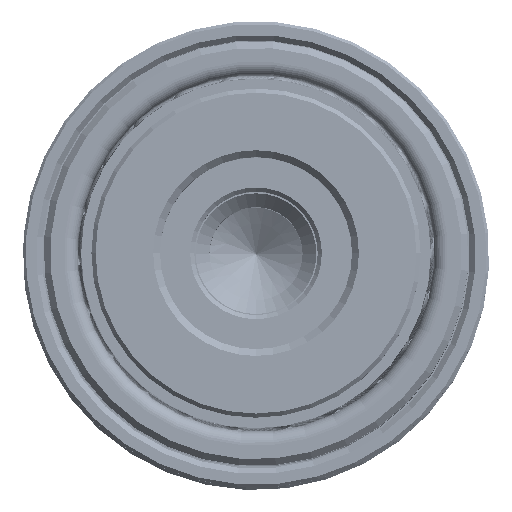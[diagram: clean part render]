
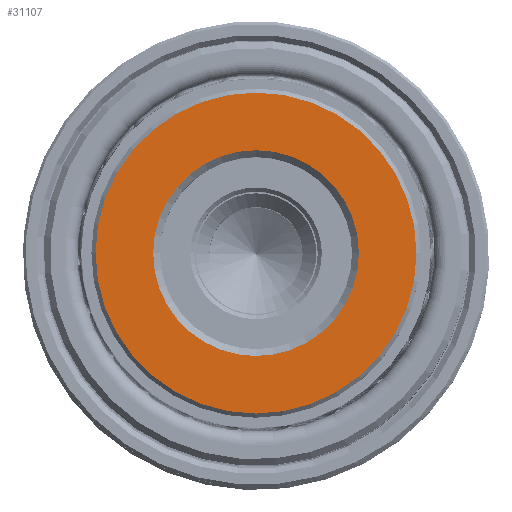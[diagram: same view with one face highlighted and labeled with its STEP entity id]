
A CAD part, top view. The second image highlights one B-rep face of the part: STEP entity #31107.
In plain terms, the highlighted face is planar.
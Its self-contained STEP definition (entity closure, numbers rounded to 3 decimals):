
#5132 = ORIENTED_EDGE ( 'NONE', *, *, #12804, .T. ) ;
#5321 = AXIS2_PLACEMENT_3D ( 'NONE', #17000, #37738, #19959 ) ;
#5377 = CARTESIAN_POINT ( 'NONE',  ( 0., 0., 0. ) ) ;
#6155 = VERTEX_POINT ( 'NONE', #31779 ) ;
#7564 = VERTEX_POINT ( 'NONE', #22238 ) ;
#11370 = DIRECTION ( 'NONE',  ( 0., 0., 1. ) ) ;
#11978 = EDGE_CURVE ( 'NONE', #6155, #7564, #29048, .T. ) ;
#12804 = EDGE_CURVE ( 'NONE', #18253, #12813, #21615, .T. ) ;
#12813 = VERTEX_POINT ( 'NONE', #24423 ) ;
#14567 = AXIS2_PLACEMENT_3D ( 'NONE', #15611, #36352, #18579 ) ;
#14804 = CARTESIAN_POINT ( 'NONE',  ( 0., 0., 0. ) ) ;
#15032 = EDGE_CURVE ( 'NONE', #12813, #18253, #15080, .T. ) ;
#15080 = CIRCLE ( 'NONE', #32224, 11.7 ) ;
#15611 = CARTESIAN_POINT ( 'NONE',  ( 0., 0., 0. ) ) ;
#16954 = CARTESIAN_POINT ( 'NONE',  ( 0., 0., 0. ) ) ;
#17000 = CARTESIAN_POINT ( 'NONE',  ( 0., 0., 0. ) ) ;
#17810 = DIRECTION ( 'NONE',  ( 1., 0., 0. ) ) ;
#18173 = EDGE_LOOP ( 'NONE', ( #35132, #22856 ) ) ;
#18253 = VERTEX_POINT ( 'NONE', #24841 ) ;
#18579 = DIRECTION ( 'NONE',  ( 1., 0., 0. ) ) ;
#19481 = CIRCLE ( 'NONE', #19874, 7.5 ) ;
#19874 = AXIS2_PLACEMENT_3D ( 'NONE', #16954, #37695, #19913 ) ;
#19913 = DIRECTION ( 'NONE',  ( 1., 0., 0. ) ) ;
#19959 = DIRECTION ( 'NONE',  ( 1., 0., 0. ) ) ;
#20178 = PLANE ( 'NONE',  #31806 ) ;
#21615 = CIRCLE ( 'NONE', #14567, 11.7 ) ;
#22238 = CARTESIAN_POINT ( 'NONE',  ( -7.5, 0., 0. ) ) ;
#22856 = ORIENTED_EDGE ( 'NONE', *, *, #11978, .T. ) ;
#24423 = CARTESIAN_POINT ( 'NONE',  ( 11.7, 0., 0. ) ) ;
#24841 = CARTESIAN_POINT ( 'NONE',  ( -11.7, 0., 0. ) ) ;
#29048 = CIRCLE ( 'NONE', #5321, 7.5 ) ;
#30341 = ORIENTED_EDGE ( 'NONE', *, *, #15032, .T. ) ;
#31047 = EDGE_CURVE ( 'NONE', #7564, #6155, #19481, .T. ) ;
#31107 = ADVANCED_FACE ( 'NONE', ( #33388, #32470 ), #20178, .F. ) ;
#31779 = CARTESIAN_POINT ( 'NONE',  ( 7.5, 0., 0. ) ) ;
#31806 = AXIS2_PLACEMENT_3D ( 'NONE', #5377, #11370, #32114 ) ;
#32114 = DIRECTION ( 'NONE',  ( 1., 0., 0. ) ) ;
#32224 = AXIS2_PLACEMENT_3D ( 'NONE', #14804, #35560, #17810 ) ;
#32470 = FACE_BOUND ( 'NONE', #18173, .T. ) ;
#33388 = FACE_OUTER_BOUND ( 'NONE', #34955, .T. ) ;
#34955 = EDGE_LOOP ( 'NONE', ( #30341, #5132 ) ) ;
#35132 = ORIENTED_EDGE ( 'NONE', *, *, #31047, .T. ) ;
#35560 = DIRECTION ( 'NONE',  ( 0., 0., -1. ) ) ;
#36352 = DIRECTION ( 'NONE',  ( 0., 0., -1. ) ) ;
#37695 = DIRECTION ( 'NONE',  ( 0., 0., 1. ) ) ;
#37738 = DIRECTION ( 'NONE',  ( 0., 0., 1. ) ) ;
